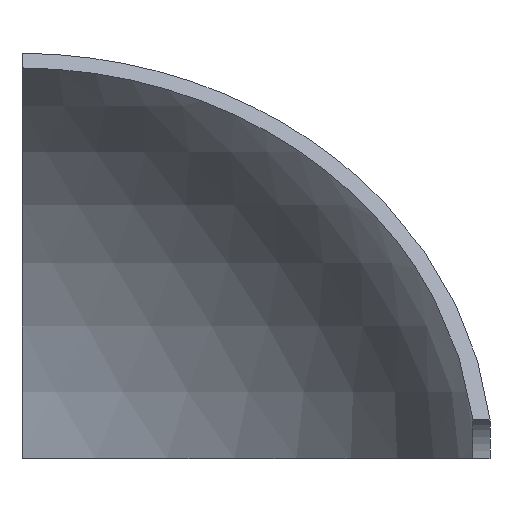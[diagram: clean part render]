
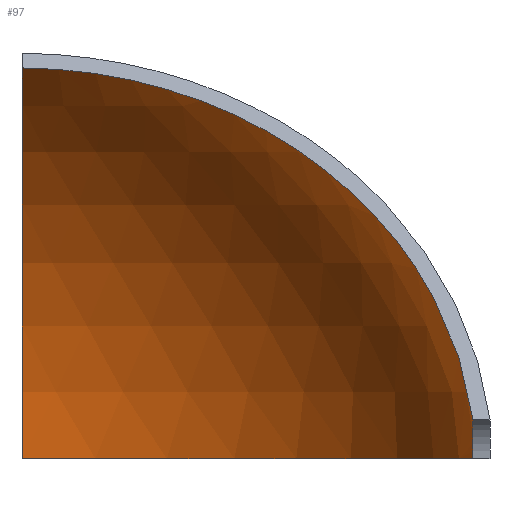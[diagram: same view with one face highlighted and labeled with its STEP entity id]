
A CAD part, left-side view. The second image highlights one B-rep face of the part: STEP entity #97.
In plain terms, the highlighted spherical face has radius 135 mm.
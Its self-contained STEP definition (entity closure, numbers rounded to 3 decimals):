
#16=SPHERICAL_SURFACE('',#124,135.);
#24=FACE_OUTER_BOUND('',#30,.T.);
#30=EDGE_LOOP('',(#84,#85,#86,#87));
#41=CIRCLE('',#115,15.);
#42=CIRCLE('',#117,134.996);
#46=CIRCLE('',#123,134.996);
#47=CIRCLE('',#125,134.996);
#50=VERTEX_POINT('',#166);
#51=VERTEX_POINT('',#168);
#53=VERTEX_POINT('',#173);
#55=VERTEX_POINT('',#182);
#58=EDGE_CURVE('',#51,#50,#41,.T.);
#61=EDGE_CURVE('',#50,#53,#42,.T.);
#66=EDGE_CURVE('',#55,#51,#46,.T.);
#67=EDGE_CURVE('',#53,#55,#47,.T.);
#84=ORIENTED_EDGE('',*,*,#67,.T.);
#85=ORIENTED_EDGE('',*,*,#66,.T.);
#86=ORIENTED_EDGE('',*,*,#58,.T.);
#87=ORIENTED_EDGE('',*,*,#61,.T.);
#97=ADVANCED_FACE('',(#24),#16,.F.);
#115=AXIS2_PLACEMENT_3D('',#169,#134,#135);
#117=AXIS2_PLACEMENT_3D('',#175,#140,#141);
#123=AXIS2_PLACEMENT_3D('',#184,#153,#154);
#124=AXIS2_PLACEMENT_3D('',#185,#155,#156);
#125=AXIS2_PLACEMENT_3D('',#186,#157,#158);
#134=DIRECTION('center_axis',(0.,-1.,0.));
#135=DIRECTION('ref_axis',(1.,0.,0.));
#140=DIRECTION('center_axis',(-0.866,0.,0.5));
#141=DIRECTION('ref_axis',(0.,-1.,0.));
#153=DIRECTION('center_axis',(0.,0.,-1.));
#154=DIRECTION('ref_axis',(0.,1.,0.));
#155=DIRECTION('center_axis',(0.,0.,1.));
#156=DIRECTION('ref_axis',(1.,0.,0.));
#157=DIRECTION('center_axis',(0.,1.,0.));
#158=DIRECTION('ref_axis',(0.,0.,1.));
#166=CARTESIAN_POINT('',(8.349,-134.164,12.461));
#168=CARTESIAN_POINT('',(14.967,-134.164,1.));
#169=CARTESIAN_POINT('Origin',(0.,-134.164,0.));
#173=CARTESIAN_POINT('',(68.362,-1.,116.407));
#175=CARTESIAN_POINT('Origin',(0.866,0.,-0.5));
#182=CARTESIAN_POINT('',(134.993,-1.,1.));
#184=CARTESIAN_POINT('Origin',(0.,0.,1.));
#185=CARTESIAN_POINT('Origin',(0.,0.,0.));
#186=CARTESIAN_POINT('Origin',(0.,-1.,0.));
